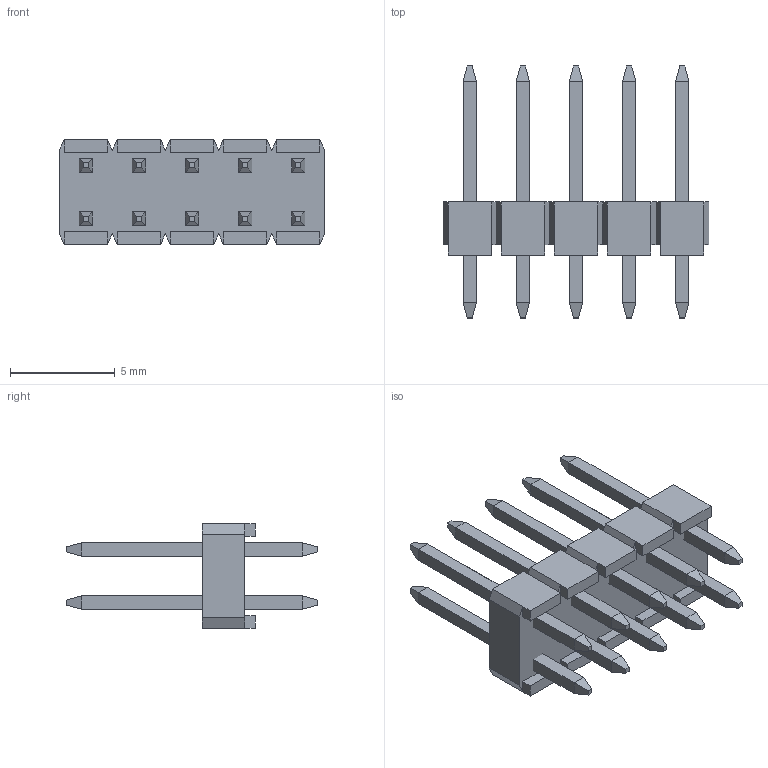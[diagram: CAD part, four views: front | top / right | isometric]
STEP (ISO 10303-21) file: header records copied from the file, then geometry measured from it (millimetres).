
FILE_DESCRIPTION (( 'STEP AP214' ), '1' );
FILE_NAME ('5x2_male_header.step', '2016-01-18T21:32:48', ( 'College of Engineering' ), ( 'University of Wisconsin-Madison' ), 'SwSTEP 2.0', 'SolidWorks 2015', '' );
FILE_SCHEMA (( 'AUTOMOTIVE_DESIGN' ));
Length unit declared in the file: inch
Products named in the file (3): 5x2_male_header; BG040-10way-Insulator; BG040-Contact-6.50mmPost
Assembly tree (11 placements, depth 2):
  5x2_male_header
    BG040-Contact-6.50mmPost  x10
    BG040-10way-Insulator
Bounding box: 12.7 x 12.04 x 5 mm (x, y, z)
Volume: 179.7 mm3; surface area: 530.9 mm2
Topology: 11 solids, 11 shells, 214 faces, 476 edges, 284 vertices
Faces by surface type: plane 214
Entity records: 3904 total; most frequent: CARTESIAN_POINT 466, ORIENTED_EDGE 448, DIRECTION 428, EDGE_CURVE 224, VECTOR 224, LINE 224, VERTEX_POINT 140, AXIS2_PLACEMENT_3D 102
